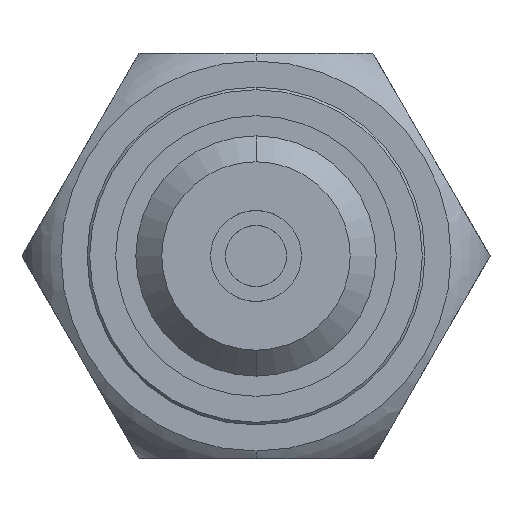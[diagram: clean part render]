
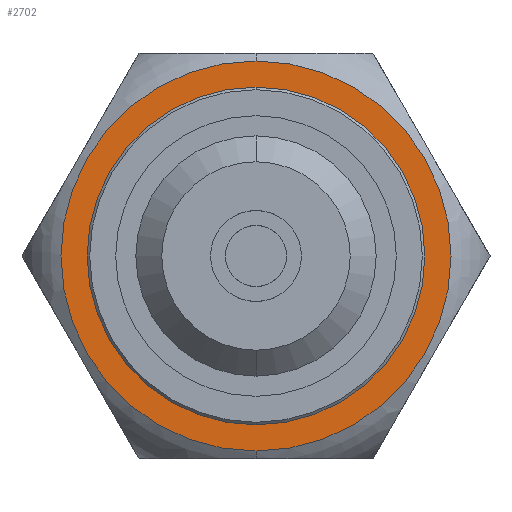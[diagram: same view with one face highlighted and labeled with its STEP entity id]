
A CAD part, front view. The second image highlights one B-rep face of the part: STEP entity #2702.
In plain terms, the highlighted planar face has unit normal (0, -1, 0).
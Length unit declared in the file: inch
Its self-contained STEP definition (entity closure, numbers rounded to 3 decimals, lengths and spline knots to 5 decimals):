
#1072 = DIRECTION ( 'NONE',  ( 0., -1., 0. ) ) ;
#1073 = CARTESIAN_POINT ( 'NONE',  ( 0., -0.1175, -0.312 ) ) ;
#1077 = DIRECTION ( 'NONE',  ( 0., 0., -1. ) ) ;
#1078 = AXIS2_PLACEMENT_3D ( 'NONE', #1085, #1099, #1077 ) ;
#1079 = CIRCLE ( 'NONE', #1078, 0.15013 ) ;
#1081 = FACE_BOUND ( 'NONE', #2699, .T. ) ;
#1085 = CARTESIAN_POINT ( 'NONE',  ( 0., -0.1175, 0. ) ) ;
#1086 = AXIS2_PLACEMENT_3D ( 'NONE', #1073, #1072, #1128 ) ;
#1089 = FACE_OUTER_BOUND ( 'NONE', #2718, .T. ) ;
#1099 = DIRECTION ( 'NONE',  ( 0., -1., 0. ) ) ;
#1100 = PLANE ( 'NONE',  #1086 ) ;
#1113 = DIRECTION ( 'NONE',  ( 0., 0., -1. ) ) ;
#1114 = DIRECTION ( 'NONE',  ( 0., -1., 0. ) ) ;
#1115 = CARTESIAN_POINT ( 'NONE',  ( 0., -0.1175, 0. ) ) ;
#1116 = AXIS2_PLACEMENT_3D ( 'NONE', #1115, #1114, #1113 ) ;
#1117 = CIRCLE ( 'NONE', #1116, 0.13 ) ;
#1128 = DIRECTION ( 'NONE',  ( 0., 0., -1. ) ) ;
#1383 = CARTESIAN_POINT ( 'NONE',  ( 0., -0.1175, -0.13 ) ) ;
#1512 = DIRECTION ( 'NONE',  ( 0., 0., -1. ) ) ;
#1513 = DIRECTION ( 'NONE',  ( 0., -1., 0. ) ) ;
#1514 = CARTESIAN_POINT ( 'NONE',  ( 0., -0.1175, 0. ) ) ;
#1530 = CARTESIAN_POINT ( 'NONE',  ( 0., -0.1175, -0.15013 ) ) ;
#1534 = AXIS2_PLACEMENT_3D ( 'NONE', #1514, #1513, #1512 ) ;
#1552 = CIRCLE ( 'NONE', #1534, 0.15013 ) ;
#1689 = CARTESIAN_POINT ( 'NONE',  ( 0., -0.1175, 0.15013 ) ) ;
#1832 = CARTESIAN_POINT ( 'NONE',  ( 0., -0.1175, 0. ) ) ;
#1851 = CIRCLE ( 'NONE', #1887, 0.13 ) ;
#1885 = DIRECTION ( 'NONE',  ( 0., 0., -1. ) ) ;
#1886 = DIRECTION ( 'NONE',  ( 0., -1., 0. ) ) ;
#1887 = AXIS2_PLACEMENT_3D ( 'NONE', #1832, #1886, #1885 ) ;
#1902 = CARTESIAN_POINT ( 'NONE',  ( 0., -0.1175, 0.13 ) ) ;
#2699 = EDGE_LOOP ( 'NONE', ( #2709, #2712 ) ) ;
#2700 = EDGE_CURVE ( 'NONE', #2954, #2967, #1079, .T. ) ;
#2702 = ADVANCED_FACE ( 'NONE', ( #1089, #1081 ), #1100, .T. ) ;
#2703 = ORIENTED_EDGE ( 'NONE', *, *, #2966, .T. ) ;
#2709 = ORIENTED_EDGE ( 'NONE', *, *, #2714, .F. ) ;
#2712 = ORIENTED_EDGE ( 'NONE', *, *, #3069, .F. ) ;
#2714 = EDGE_CURVE ( 'NONE', #3072, #2870, #1117, .T. ) ;
#2718 = EDGE_LOOP ( 'NONE', ( #2703, #2720 ) ) ;
#2720 = ORIENTED_EDGE ( 'NONE', *, *, #2700, .T. ) ;
#2870 = VERTEX_POINT ( 'NONE', #1383 ) ;
#2954 = VERTEX_POINT ( 'NONE', #1689 ) ;
#2966 = EDGE_CURVE ( 'NONE', #2967, #2954, #1552, .T. ) ;
#2967 = VERTEX_POINT ( 'NONE', #1530 ) ;
#3069 = EDGE_CURVE ( 'NONE', #2870, #3072, #1851, .T. ) ;
#3072 = VERTEX_POINT ( 'NONE', #1902 ) ;
